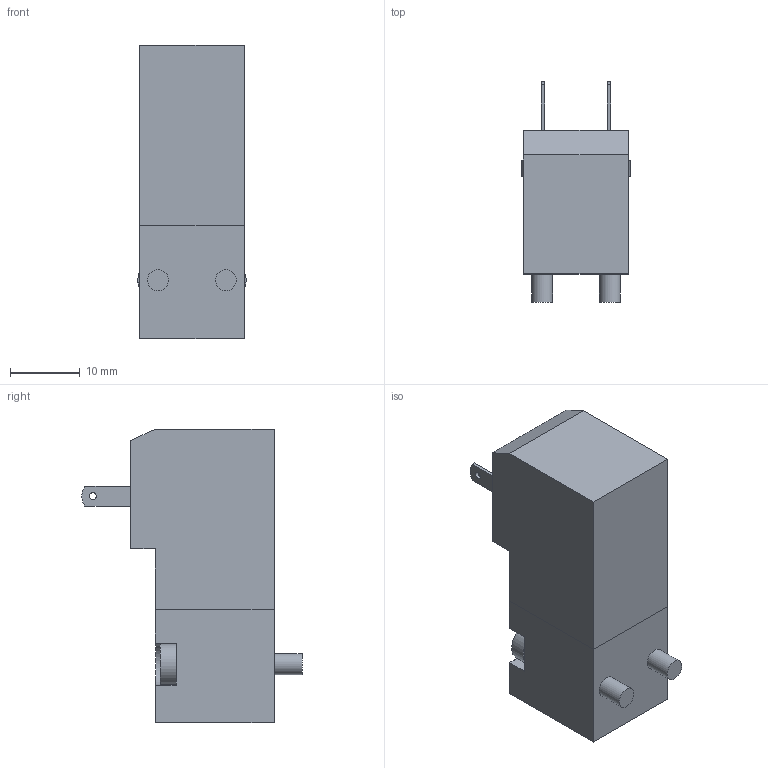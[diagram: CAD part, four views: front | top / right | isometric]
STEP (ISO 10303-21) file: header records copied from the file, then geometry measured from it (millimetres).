
FILE_DESCRIPTION(/* description */ ('M.EV.#/2 N# ##V#C FASTON UG. Ø#,#'),/* implementation_level */ '2;1');
FILE_NAME(/* name */ 'N3##_0#.stp',/* time_stamp */ '2016-09-08T13:48:11+02:00',/* author */ ('Maniean1'),/* organization */ ('Pneumax S.p.A.'),/* preprocessor_version */ 'ST-DEVELOPER v15.2',/* originating_system */ 'Autodesk Inventor 2014',/* authorisation */ '');
FILE_SCHEMA (('AUTOMOTIVE_DESIGN { 1 0 10303 214 3 1 1 }'));
Length unit declared in the file: millimetre
Products named in the file (1): N3##_0#
Bounding box: 15.49 x 31.49 x 42 mm (x, y, z)
Volume: 11538.6 mm3; surface area: 3765.5 mm2
Topology: 1 solids, 1 shells, 83 faces, 210 edges, 137 vertices
Faces by surface type: plane 69, cylinder 12, cone 2
Full cylindrical faces by diameter (mm): 1 x2, 2.459 x1, 3 x2, 3.9 x1, 5.8 x2
Entity records: 2519 total; most frequent: CARTESIAN_POINT 415, ORIENTED_EDGE 394, DIRECTION 393, EDGE_CURVE 197, LINE 169, VECTOR 169, VERTEX_POINT 134, AXIS2_PLACEMENT_3D 112
